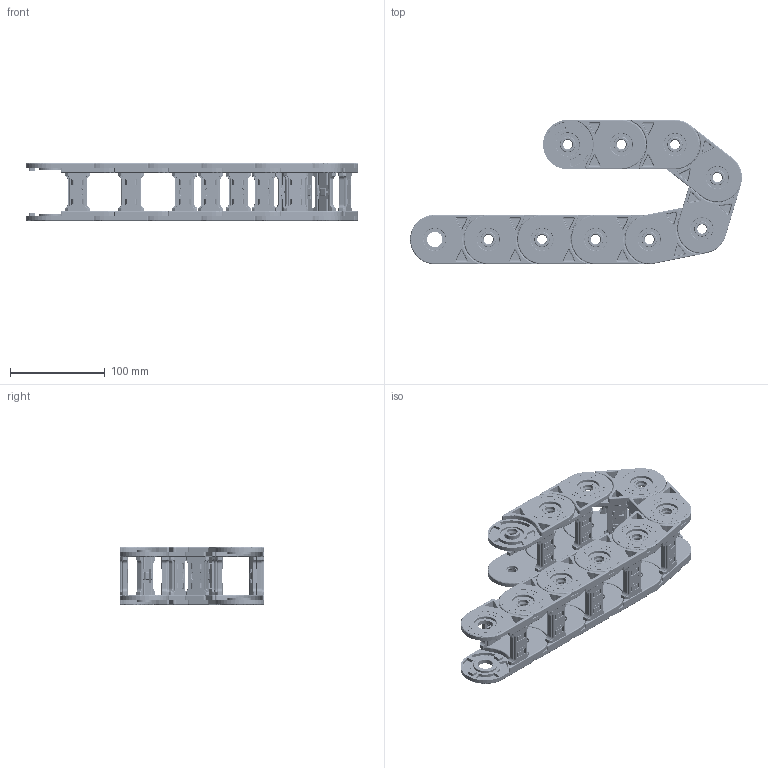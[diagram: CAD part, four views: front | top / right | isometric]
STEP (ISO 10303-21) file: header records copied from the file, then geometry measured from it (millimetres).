
FILE_DESCRIPTION (( 'STEP AP214' ), '1' );
FILE_NAME ('CK35-A040-R050.STEP', '2019-09-10T05:13:39', ( '' ), ( '' ), 'SwSTEP 2.0', 'SolidWorks 2017', '' );
FILE_SCHEMA (( 'AUTOMOTIVE_DESIGN' ));
Length unit declared in the file: millimetre
Products named in the file (2): CK35-A040-R050; CK35-A040
Assembly tree (9 placements, depth 2):
  CK35-A040-R050
    CK35-A040  x9
Bounding box: 349.63 x 152.02 x 61.41 mm (x, y, z)
Volume: 467767.7 mm3; surface area: 354295.6 mm2
Topology: 36 solids, 36 shells, 9756 faces, 24300 edges, 14832 vertices
Faces by surface type: cylinder 3492, plane 3384, torus 1332, bspline 1008, cone 288, sphere 252
Entity records: 48731 total; most frequent: CARTESIAN_POINT 23770, ORIENTED_EDGE 5328, DIRECTION 4994, EDGE_CURVE 2664, AXIS2_PLACEMENT_3D 1818, VERTEX_POINT 1648, LINE 1358, VECTOR 1358
